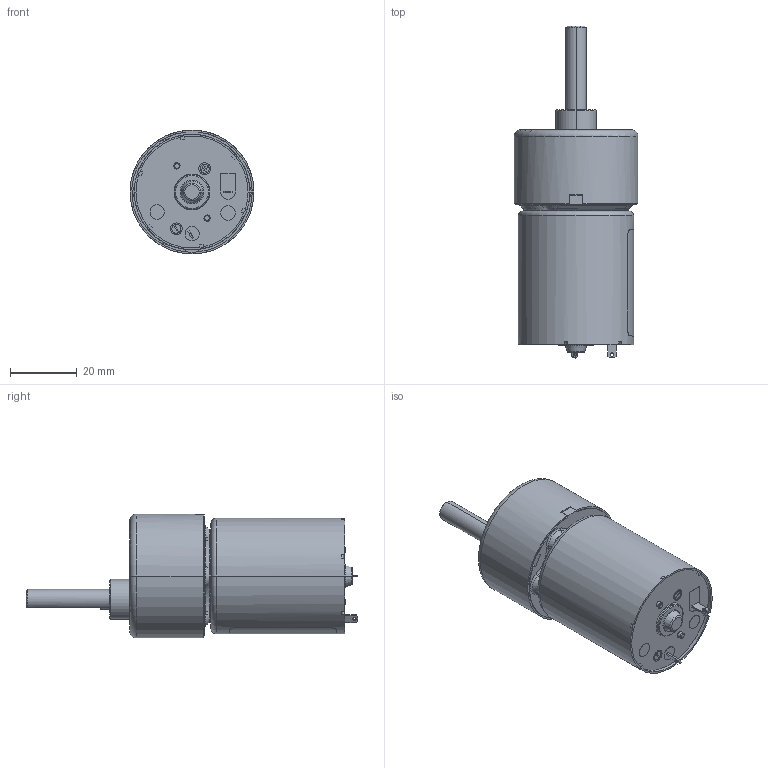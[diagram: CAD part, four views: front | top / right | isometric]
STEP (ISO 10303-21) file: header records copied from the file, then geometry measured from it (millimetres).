
FILE_DESCRIPTION (( 'STEP AP214' ), '1' );
FILE_NAME ('39530_TXM-DC Gearhead Motor.STEP', '2017-02-01T20:55:00', ( '' ), ( '' ), 'SwSTEP 2.0', 'SolidWorks 2016', '' );
FILE_SCHEMA (( 'AUTOMOTIVE_DESIGN' ));
Length unit declared in the file: millimetre
Products named in the file (2): 39530_TXM-DC Gearhead Motor
Bounding box: 37 x 99.15 x 37 mm (x, y, z)
Volume: 62551.3 mm3; surface area: 11987.5 mm2
Topology: 1 solids, 1 shells, 348 faces, 865 edges, 550 vertices
Faces by surface type: plane 175, cylinder 71, torus 54, cone 38, bspline 10
Entity records: 11422 total; most frequent: CARTESIAN_POINT 2357, DIRECTION 1833, ORIENTED_EDGE 1722, EDGE_CURVE 861, AXIS2_PLACEMENT_3D 680, VERTEX_POINT 550, LINE 473, VECTOR 473
